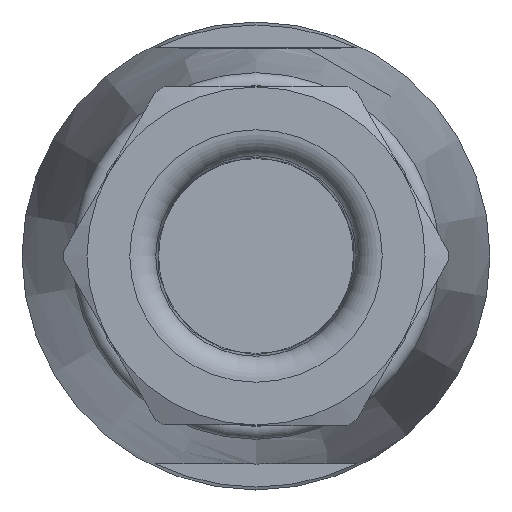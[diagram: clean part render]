
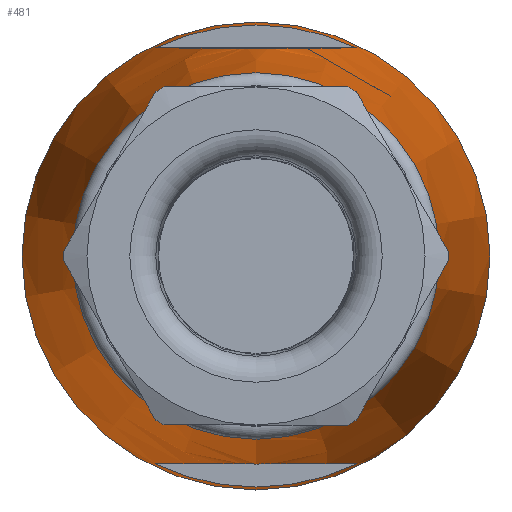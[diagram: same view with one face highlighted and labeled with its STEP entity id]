
A CAD part, left-side view. The second image highlights one B-rep face of the part: STEP entity #481.
In plain terms, the highlighted conical face has half-angle 6.52 degrees and reference radius 9 mm.
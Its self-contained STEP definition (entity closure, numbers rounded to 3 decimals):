
#330=CONICAL_SURFACE('',#1671,9.,6.52);
#481=ADVANCED_FACE('',(#654,#655,#656,#657),#330,.T.);
#606=B_SPLINE_CURVE_WITH_KNOTS('',3,(#3382,#3383,#3384,#3385,#3386,#3387,
#3388,#3389,#3390,#3391,#3392,#3393,#3394,#3395,#3396,#3397,#3398,#3399),
 .UNSPECIFIED.,.F.,.F.,(4,2,2,2,2,2,2,2,4),(0.,0.25,0.375,0.438,0.5,0.563,
0.625,0.75,1.),.UNSPECIFIED.);
#607=B_SPLINE_CURVE_WITH_KNOTS('',3,(#3406,#3407,#3408,#3409,#3410,#3411,
#3412,#3413,#3414,#3415,#3416,#3417,#3418,#3419,#3420,#3421,#3422,#3423),
 .UNSPECIFIED.,.F.,.F.,(4,2,2,2,2,2,2,2,4),(0.,0.25,0.375,0.438,0.5,0.563,
0.625,0.75,1.),.UNSPECIFIED.);
#654=FACE_BOUND('',#784,.T.);
#655=FACE_BOUND('',#785,.T.);
#656=FACE_BOUND('',#786,.T.);
#657=FACE_BOUND('',#787,.T.);
#784=EDGE_LOOP('',(#1070));
#785=EDGE_LOOP('',(#1071));
#786=EDGE_LOOP('',(#1072,#1073));
#787=EDGE_LOOP('',(#1074,#1075));
#1070=ORIENTED_EDGE('',*,*,#1386,.T.);
#1071=ORIENTED_EDGE('',*,*,#1385,.F.);
#1072=ORIENTED_EDGE('',*,*,#1384,.T.);
#1073=ORIENTED_EDGE('',*,*,#1383,.T.);
#1074=ORIENTED_EDGE('',*,*,#1381,.F.);
#1075=ORIENTED_EDGE('',*,*,#1379,.F.);
#1232=VERTEX_POINT('',#3378);
#1233=VERTEX_POINT('',#3379);
#1234=VERTEX_POINT('',#3402);
#1235=VERTEX_POINT('',#3403);
#1236=VERTEX_POINT('',#3426);
#1237=VERTEX_POINT('',#3429);
#1379=EDGE_CURVE('',#1232,#1233,#1500,.T.);
#1381=EDGE_CURVE('',#1233,#1232,#606,.T.);
#1383=EDGE_CURVE('',#1235,#1234,#1501,.T.);
#1384=EDGE_CURVE('',#1234,#1235,#607,.T.);
#1385=EDGE_CURVE('',#1236,#1236,#1502,.T.);
#1386=EDGE_CURVE('',#1237,#1237,#1503,.T.);
#1500=CIRCLE('',#1662,8.886);
#1501=CIRCLE('',#1665,8.886);
#1502=CIRCLE('',#1668,7.051);
#1503=CIRCLE('',#1670,9.);
#1662=AXIS2_PLACEMENT_3D('',#3377,#1999,#2000);
#1665=AXIS2_PLACEMENT_3D('',#3404,#2007,#2008);
#1668=AXIS2_PLACEMENT_3D('',#3425,#2013,#2014);
#1670=AXIS2_PLACEMENT_3D('',#3428,#2017,#2018);
#1671=AXIS2_PLACEMENT_3D('',#3430,#2019,#2020);
#1999=DIRECTION('',(-1.,0.,0.));
#2000=DIRECTION('',(0.,1.,0.));
#2007=DIRECTION('',(1.,0.,0.));
#2008=DIRECTION('',(0.,-1.,0.));
#2013=DIRECTION('',(-1.,0.,0.));
#2014=DIRECTION('',(0.,0.,-1.));
#2017=DIRECTION('',(-1.,0.,0.));
#2018=DIRECTION('',(0.,0.,-1.));
#2019=DIRECTION('',(1.,0.,0.));
#2020=DIRECTION('',(0.,0.,1.));
#3377=CARTESIAN_POINT('',(-1.5,0.,0.));
#3378=CARTESIAN_POINT('',(-1.5,-3.867,8.));
#3379=CARTESIAN_POINT('',(-1.5,3.867,8.));
#3382=CARTESIAN_POINT('',(-1.5,3.867,8.));
#3383=CARTESIAN_POINT('',(-2.925,3.493,8.));
#3384=CARTESIAN_POINT('',(-4.341,3.088,8.));
#3385=CARTESIAN_POINT('',(-6.42,2.311,8.));
#3386=CARTESIAN_POINT('',(-7.115,2.023,8.));
#3387=CARTESIAN_POINT('',(-8.091,1.473,8.));
#3388=CARTESIAN_POINT('',(-8.405,1.272,8.));
#3389=CARTESIAN_POINT('',(-8.962,0.769,8.));
#3390=CARTESIAN_POINT('',(-9.222,0.445,8.));
#3391=CARTESIAN_POINT('',(-9.274,-0.324,8.));
#3392=CARTESIAN_POINT('',(-9.041,-0.673,8.));
#3393=CARTESIAN_POINT('',(-8.5,-1.203,8.));
#3394=CARTESIAN_POINT('',(-8.18,-1.416,8.));
#3395=CARTESIAN_POINT('',(-7.205,-1.983,8.));
#3396=CARTESIAN_POINT('',(-6.506,-2.276,8.));
#3397=CARTESIAN_POINT('',(-4.392,-3.074,8.));
#3398=CARTESIAN_POINT('',(-2.95,-3.487,8.));
#3399=CARTESIAN_POINT('',(-1.5,-3.867,8.));
#3402=CARTESIAN_POINT('',(-1.5,3.867,-8.));
#3403=CARTESIAN_POINT('',(-1.5,-3.867,-8.));
#3404=CARTESIAN_POINT('',(-1.5,0.,0.));
#3406=CARTESIAN_POINT('',(-1.5,3.867,-8.));
#3407=CARTESIAN_POINT('',(-2.925,3.493,-8.));
#3408=CARTESIAN_POINT('',(-4.341,3.088,-8.));
#3409=CARTESIAN_POINT('',(-6.42,2.311,-8.));
#3410=CARTESIAN_POINT('',(-7.115,2.023,-8.));
#3411=CARTESIAN_POINT('',(-8.091,1.473,-8.));
#3412=CARTESIAN_POINT('',(-8.405,1.272,-8.));
#3413=CARTESIAN_POINT('',(-8.962,0.769,-8.));
#3414=CARTESIAN_POINT('',(-9.222,0.445,-8.));
#3415=CARTESIAN_POINT('',(-9.274,-0.324,-8.));
#3416=CARTESIAN_POINT('',(-9.041,-0.673,-8.));
#3417=CARTESIAN_POINT('',(-8.5,-1.203,-8.));
#3418=CARTESIAN_POINT('',(-8.18,-1.416,-8.));
#3419=CARTESIAN_POINT('',(-7.205,-1.983,-8.));
#3420=CARTESIAN_POINT('',(-6.506,-2.276,-8.));
#3421=CARTESIAN_POINT('',(-4.392,-3.074,-8.));
#3422=CARTESIAN_POINT('',(-2.95,-3.487,-8.));
#3423=CARTESIAN_POINT('',(-1.5,-3.867,-8.));
#3425=CARTESIAN_POINT('',(-17.557,0.,0.));
#3426=CARTESIAN_POINT('',(-17.557,0.,-7.051));
#3428=CARTESIAN_POINT('',(-0.5,0.,0.));
#3429=CARTESIAN_POINT('',(-0.5,0.,-9.));
#3430=CARTESIAN_POINT('',(-0.5,0.,0.));
